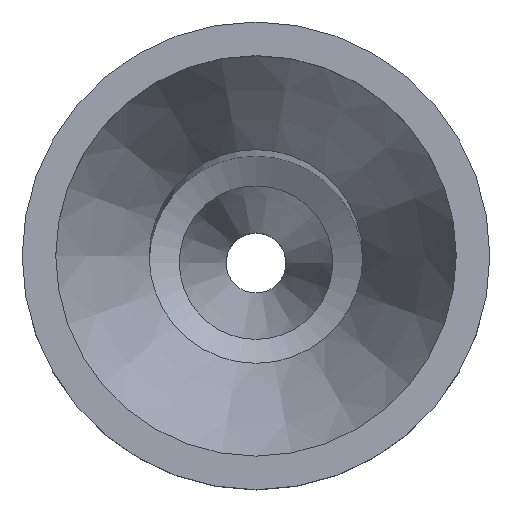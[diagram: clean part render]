
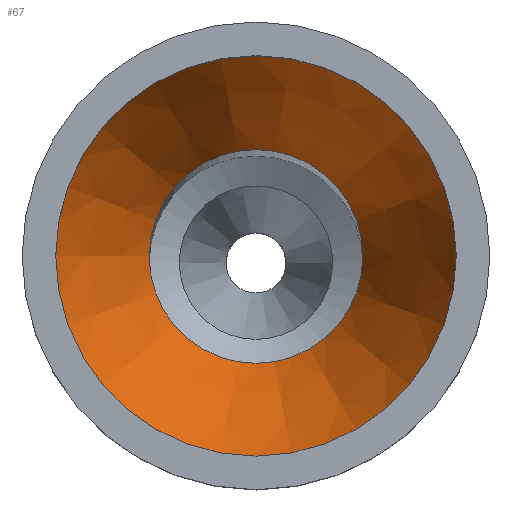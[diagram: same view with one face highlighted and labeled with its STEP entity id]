
A CAD part, top view. The second image highlights one B-rep face of the part: STEP entity #67.
In plain terms, the highlighted conical face has half-angle 24.619 degrees and reference radius 4.455 mm.
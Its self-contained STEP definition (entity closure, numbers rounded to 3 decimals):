
#67 = ADVANCED_FACE( '', ( #148, #149 ), #150, .F. );
#148 = FACE_OUTER_BOUND( '', #239, .T. );
#149 = FACE_BOUND( '', #240, .T. );
#150 = CONICAL_SURFACE( '', #241, 4.455, 0.43 );
#239 = EDGE_LOOP( '', ( #346 ) );
#240 = EDGE_LOOP( '', ( #347 ) );
#241 = AXIS2_PLACEMENT_3D( '', #348, #349, #350 );
#346 = ORIENTED_EDGE( '', *, *, #407, .F. );
#347 = ORIENTED_EDGE( '', *, *, #434, .T. );
#348 = CARTESIAN_POINT( '', ( 0., 0., -14.695 ) );
#349 = DIRECTION( '', ( 0., 0., 1. ) );
#350 = DIRECTION( '', ( 1., 0., 0. ) );
#407 = EDGE_CURVE( '', #450, #450, #451, .T. );
#434 = EDGE_CURVE( '', #493, #493, #494, .T. );
#450 = VERTEX_POINT( '', #513 );
#451 = CIRCLE( '', #514, 8.35 );
#493 = VERTEX_POINT( '', #556 );
#494 = CIRCLE( '', #557, 4.455 );
#513 = CARTESIAN_POINT( '', ( -8.35, 0., -6.195 ) );
#514 = AXIS2_PLACEMENT_3D( '', #576, #577, #578 );
#556 = CARTESIAN_POINT( '', ( -4.455, 0., -14.695 ) );
#557 = AXIS2_PLACEMENT_3D( '', #624, #625, #626 );
#576 = CARTESIAN_POINT( '', ( 0., 0., -6.195 ) );
#577 = DIRECTION( '', ( 0., 0., -1. ) );
#578 = DIRECTION( '', ( -1., 0., 0. ) );
#624 = CARTESIAN_POINT( '', ( 0., 0., -14.695 ) );
#625 = DIRECTION( '', ( 0., 0., -1. ) );
#626 = DIRECTION( '', ( -1., 0., 0. ) );
